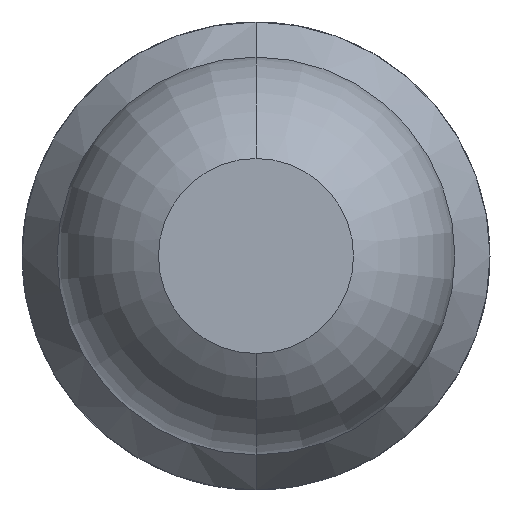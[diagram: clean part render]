
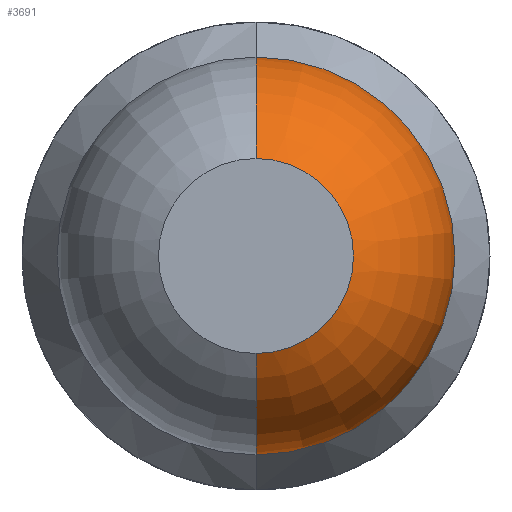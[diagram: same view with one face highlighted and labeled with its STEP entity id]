
A CAD part, front view. The second image highlights one B-rep face of the part: STEP entity #3691.
In plain terms, the highlighted toroidal (fillet/blend) face has major radius 0.01 mm and minor radius 0.5 mm.
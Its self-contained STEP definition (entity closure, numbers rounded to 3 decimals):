
#56 = DIRECTION ( 'NONE',  ( 0., 0., 1. ) ) ;
#208 = EDGE_CURVE ( 'Defeature ausgef�hrt1_45+Defeature ausgef�hrt1_44+Defeature ausgef�hrt1_44+Defeature ausgef�hrt1_44', #1961, #3148, #3388, .T. ) ;
#287 = DIRECTION ( 'NONE',  ( 0., 1., 0. ) ) ;
#522 = FACE_OUTER_BOUND ( 'NONE', #2262, .T. ) ;
#540 = CIRCLE ( 'NONE', #2396, 0.25 ) ;
#546 = EDGE_CURVE ( 'Defeature ausgef�hrt1_46+Defeature ausgef�hrt1_44+Defeature ausgef�hrt1_44+Defeature ausgef�hrt1_44', #3889, #2865, #540, .T. ) ;
#763 = ORIENTED_EDGE ( 'NONE', *, *, #4109, .T. ) ;
#860 = EDGE_CURVE ( 'NONE', #2865, #1961, #4282, .T. ) ;
#1260 = CARTESIAN_POINT ( 'NONE',  ( 0., -30.4, -0.25 ) ) ;
#1280 = CARTESIAN_POINT ( 'NONE',  ( 0., -30.4, 0.25 ) ) ;
#1427 = DIRECTION ( 'NONE',  ( 0., 0., 1. ) ) ;
#1758 = DIRECTION ( 'NONE',  ( 0., -1., 0. ) ) ;
#1925 = CARTESIAN_POINT ( 'NONE',  ( 0., -29.961, 0. ) ) ;
#1961 = VERTEX_POINT ( 'NONE', #2608 ) ;
#2205 = CARTESIAN_POINT ( 'NONE',  ( 0., -29.961, 0.01 ) ) ;
#2262 = EDGE_LOOP ( 'NONE', ( #4520, #763, #4081, #2709 ) ) ;
#2396 = AXIS2_PLACEMENT_3D ( 'NONE', #4740, #1758, #4704 ) ;
#2608 = CARTESIAN_POINT ( 'NONE',  ( 0., -29.961, 0.51 ) ) ;
#2665 = DIRECTION ( 'NONE',  ( 0., 1., 0. ) ) ;
#2709 = ORIENTED_EDGE ( 'NONE', *, *, #860, .F. ) ;
#2865 = VERTEX_POINT ( 'NONE', #1280 ) ;
#2868 = AXIS2_PLACEMENT_3D ( 'NONE', #2205, #4791, #2947 ) ;
#2947 = DIRECTION ( 'NONE',  ( 0., 0., 1. ) ) ;
#2950 = CARTESIAN_POINT ( 'NONE',  ( 0., -29.961, -0.01 ) ) ;
#3095 = AXIS2_PLACEMENT_3D ( 'NONE', #4399, #287, #1427 ) ;
#3148 = VERTEX_POINT ( 'NONE', #4311 ) ;
#3366 = TOROIDAL_SURFACE ( 'NONE', #3095, 0.01, 0.5 ) ;
#3388 = CIRCLE ( 'NONE', #3819, 0.51 ) ;
#3429 = AXIS2_PLACEMENT_3D ( 'NONE', #2950, #4806, #4029 ) ;
#3691 = ADVANCED_FACE ( 'Defeature ausgef�hrt1_44', ( #522 ), #3366, .T. ) ;
#3819 = AXIS2_PLACEMENT_3D ( 'NONE', #1925, #2665, #56 ) ;
#3889 = VERTEX_POINT ( 'NONE', #1260 ) ;
#4029 = DIRECTION ( 'NONE',  ( 0., 0., -1. ) ) ;
#4051 = CIRCLE ( 'NONE', #3429, 0.5 ) ;
#4081 = ORIENTED_EDGE ( 'NONE', *, *, #208, .F. ) ;
#4109 = EDGE_CURVE ( 'NONE', #3889, #3148, #4051, .T. ) ;
#4282 = CIRCLE ( 'NONE', #2868, 0.5 ) ;
#4311 = CARTESIAN_POINT ( 'NONE',  ( 0., -29.961, -0.51 ) ) ;
#4399 = CARTESIAN_POINT ( 'NONE',  ( 0., -29.961, 0. ) ) ;
#4520 = ORIENTED_EDGE ( 'NONE', *, *, #546, .F. ) ;
#4704 = DIRECTION ( 'NONE',  ( 0., 0., -1. ) ) ;
#4740 = CARTESIAN_POINT ( 'NONE',  ( 0., -30.4, 0. ) ) ;
#4791 = DIRECTION ( 'NONE',  ( -1., 0., 0. ) ) ;
#4806 = DIRECTION ( 'NONE',  ( 1., 0., 0. ) ) ;
